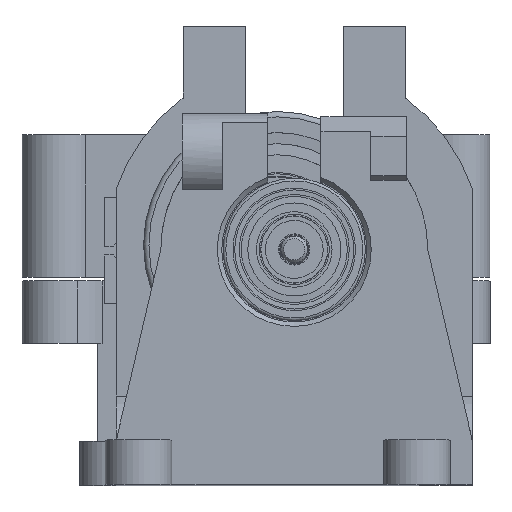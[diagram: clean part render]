
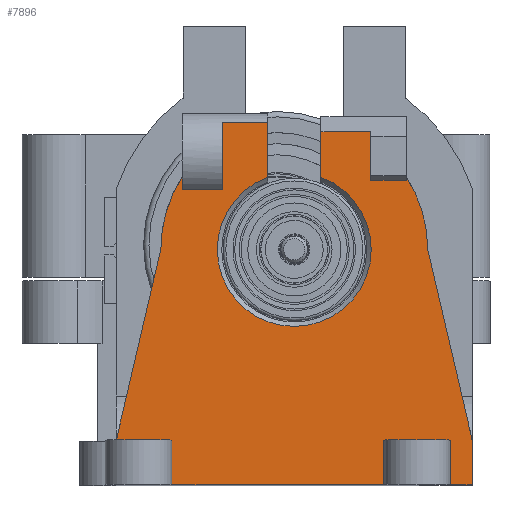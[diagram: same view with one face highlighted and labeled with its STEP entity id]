
A CAD part, top view. The second image highlights one B-rep face of the part: STEP entity #7896.
In plain terms, the highlighted planar face has unit normal (0, 0, 1).
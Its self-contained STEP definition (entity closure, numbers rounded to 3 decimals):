
#537=PLANE('',#8598);
#848=FACE_OUTER_BOUND('',#1258,.T.);
#1258=EDGE_LOOP('',(#5653,#5654,#5655,#5656,#5657,#5658,#5659,#5660,#5661,
#5662,#5663,#5664,#5665,#5666,#5667,#5668,#5669,#5670,#5671,#5672,#5673,
#5674,#5675));
#1727=LINE('',#12287,#2345);
#1729=LINE('',#12292,#2347);
#1730=LINE('',#12296,#2348);
#1766=LINE('',#12415,#2384);
#1768=LINE('',#12422,#2386);
#1769=LINE('',#12424,#2387);
#1770=LINE('',#12426,#2388);
#1771=LINE('',#12428,#2389);
#1772=LINE('',#12430,#2390);
#1773=LINE('',#12432,#2391);
#1774=LINE('',#12434,#2392);
#1775=LINE('',#12438,#2393);
#1776=LINE('',#12440,#2394);
#1777=LINE('',#12442,#2395);
#1778=LINE('',#12444,#2396);
#1779=LINE('',#12445,#2397);
#1780=LINE('',#12446,#2398);
#1781=LINE('',#12448,#2399);
#1782=LINE('',#12450,#2400);
#1783=LINE('',#12451,#2401);
#2345=VECTOR('',#9687,1000.);
#2347=VECTOR('',#9691,1000.);
#2348=VECTOR('',#9694,1000.);
#2384=VECTOR('',#9786,1000.);
#2386=VECTOR('',#9794,1000.);
#2387=VECTOR('',#9795,1000.);
#2388=VECTOR('',#9796,1000.);
#2389=VECTOR('',#9797,1000.);
#2390=VECTOR('',#9798,1000.);
#2391=VECTOR('',#9799,1000.);
#2392=VECTOR('',#9800,1000.);
#2393=VECTOR('',#9803,1000.);
#2394=VECTOR('',#9804,1000.);
#2395=VECTOR('',#9805,1000.);
#2396=VECTOR('',#9806,1000.);
#2397=VECTOR('',#9807,1000.);
#2398=VECTOR('',#9808,1000.);
#2399=VECTOR('',#9809,1000.);
#2400=VECTOR('',#9810,1000.);
#2401=VECTOR('',#9811,1000.);
#2956=CIRCLE('',#8503,8.65);
#3010=CIRCLE('',#8579,15.);
#3017=CIRCLE('',#8599,15.);
#3466=VERTEX_POINT('',#12132);
#3467=VERTEX_POINT('',#12136);
#3522=VERTEX_POINT('',#12276);
#3527=VERTEX_POINT('',#12285);
#3529=VERTEX_POINT('',#12291);
#3530=VERTEX_POINT('',#12293);
#3531=VERTEX_POINT('',#12295);
#3556=VERTEX_POINT('',#12358);
#3568=VERTEX_POINT('',#12420);
#3569=VERTEX_POINT('',#12421);
#3570=VERTEX_POINT('',#12423);
#3571=VERTEX_POINT('',#12425);
#3572=VERTEX_POINT('',#12427);
#3573=VERTEX_POINT('',#12429);
#3574=VERTEX_POINT('',#12431);
#3575=VERTEX_POINT('',#12433);
#3576=VERTEX_POINT('',#12435);
#3577=VERTEX_POINT('',#12437);
#3578=VERTEX_POINT('',#12439);
#3579=VERTEX_POINT('',#12441);
#3580=VERTEX_POINT('',#12443);
#3581=VERTEX_POINT('',#12447);
#3582=VERTEX_POINT('',#12449);
#4290=EDGE_CURVE('',#3467,#3466,#2956,.T.);
#4362=EDGE_CURVE('',#3522,#3527,#1727,.T.);
#4364=EDGE_CURVE('',#3522,#3529,#1729,.T.);
#4366=EDGE_CURVE('',#3531,#3530,#1730,.T.);
#4398=EDGE_CURVE('',#3556,#3527,#3010,.T.);
#4420=EDGE_CURVE('',#3466,#3531,#1766,.T.);
#4422=EDGE_CURVE('',#3568,#3569,#1768,.T.);
#4423=EDGE_CURVE('',#3568,#3570,#1769,.T.);
#4424=EDGE_CURVE('',#3570,#3571,#1770,.T.);
#4425=EDGE_CURVE('',#3572,#3571,#1771,.T.);
#4426=EDGE_CURVE('',#3573,#3572,#1772,.T.);
#4427=EDGE_CURVE('',#3574,#3573,#1773,.T.);
#4428=EDGE_CURVE('',#3575,#3574,#1774,.T.);
#4429=EDGE_CURVE('',#3576,#3575,#3017,.T.);
#4430=EDGE_CURVE('',#3576,#3577,#1775,.T.);
#4431=EDGE_CURVE('',#3578,#3577,#1776,.T.);
#4432=EDGE_CURVE('',#3579,#3578,#1777,.T.);
#4433=EDGE_CURVE('',#3580,#3579,#1778,.T.);
#4434=EDGE_CURVE('',#3467,#3580,#1779,.T.);
#4435=EDGE_CURVE('',#3530,#3529,#1780,.T.);
#4436=EDGE_CURVE('',#3581,#3556,#1781,.T.);
#4437=EDGE_CURVE('',#3581,#3582,#1782,.T.);
#4438=EDGE_CURVE('',#3569,#3582,#1783,.T.);
#5653=ORIENTED_EDGE('',*,*,#4422,.F.);
#5654=ORIENTED_EDGE('',*,*,#4423,.T.);
#5655=ORIENTED_EDGE('',*,*,#4424,.T.);
#5656=ORIENTED_EDGE('',*,*,#4425,.F.);
#5657=ORIENTED_EDGE('',*,*,#4426,.F.);
#5658=ORIENTED_EDGE('',*,*,#4427,.F.);
#5659=ORIENTED_EDGE('',*,*,#4428,.F.);
#5660=ORIENTED_EDGE('',*,*,#4429,.F.);
#5661=ORIENTED_EDGE('',*,*,#4430,.T.);
#5662=ORIENTED_EDGE('',*,*,#4431,.F.);
#5663=ORIENTED_EDGE('',*,*,#4432,.F.);
#5664=ORIENTED_EDGE('',*,*,#4433,.F.);
#5665=ORIENTED_EDGE('',*,*,#4434,.F.);
#5666=ORIENTED_EDGE('',*,*,#4290,.T.);
#5667=ORIENTED_EDGE('',*,*,#4420,.T.);
#5668=ORIENTED_EDGE('',*,*,#4366,.T.);
#5669=ORIENTED_EDGE('',*,*,#4435,.T.);
#5670=ORIENTED_EDGE('',*,*,#4364,.F.);
#5671=ORIENTED_EDGE('',*,*,#4362,.T.);
#5672=ORIENTED_EDGE('',*,*,#4398,.F.);
#5673=ORIENTED_EDGE('',*,*,#4436,.F.);
#5674=ORIENTED_EDGE('',*,*,#4437,.T.);
#5675=ORIENTED_EDGE('',*,*,#4438,.F.);
#7896=ADVANCED_FACE('',(#848),#537,.F.);
#8503=AXIS2_PLACEMENT_3D('',#12137,#9537,#9538);
#8579=AXIS2_PLACEMENT_3D('',#12360,#9741,#9742);
#8598=AXIS2_PLACEMENT_3D('',#12419,#9792,#9793);
#8599=AXIS2_PLACEMENT_3D('',#12436,#9801,#9802);
#9537=DIRECTION('center_axis',(0.,0.,-1.));
#9538=DIRECTION('ref_axis',(-1.,0.,0.));
#9687=DIRECTION('',(0.,1.,0.));
#9691=DIRECTION('',(1.,0.,0.));
#9694=DIRECTION('',(-1.,0.,0.));
#9741=DIRECTION('center_axis',(0.,0.,-1.));
#9742=DIRECTION('ref_axis',(1.,0.,0.));
#9786=DIRECTION('',(0.,1.,0.));
#9792=DIRECTION('center_axis',(0.,0.,-1.));
#9793=DIRECTION('ref_axis',(-1.,0.,0.));
#9794=DIRECTION('',(-1.,0.,0.));
#9795=DIRECTION('',(0.,1.,0.));
#9796=DIRECTION('',(1.,0.,0.));
#9797=DIRECTION('',(0.,1.,0.));
#9798=DIRECTION('',(-1.,0.,0.));
#9799=DIRECTION('',(0.,-1.,0.));
#9800=DIRECTION('',(0.227,-0.974,0.));
#9801=DIRECTION('center_axis',(0.,0.,-1.));
#9802=DIRECTION('ref_axis',(1.,0.,0.));
#9803=DIRECTION('',(0.,-1.,0.));
#9804=DIRECTION('',(1.,0.,0.));
#9805=DIRECTION('',(0.,-1.,0.));
#9806=DIRECTION('',(1.,0.,0.));
#9807=DIRECTION('',(0.,1.,0.));
#9808=DIRECTION('',(0.,-1.,0.));
#9809=DIRECTION('',(0.227,0.974,0.));
#9810=DIRECTION('',(1.,0.,0.));
#9811=DIRECTION('',(0.,1.,0.));
#12132=CARTESIAN_POINT('',(-3.,34.534,43.5));
#12136=CARTESIAN_POINT('',(3.,34.534,43.5));
#12137=CARTESIAN_POINT('Origin',(0.,26.421,
43.5));
#12276=CARTESIAN_POINT('',(-12.6,33.206,43.5));
#12285=CARTESIAN_POINT('',(-12.6,34.56,43.5));
#12287=CARTESIAN_POINT('',(-12.6,0.,43.5));
#12291=CARTESIAN_POINT('',(-8.1,33.206,43.5));
#12292=CARTESIAN_POINT('',(-12.6,33.206,43.5));
#12293=CARTESIAN_POINT('',(-8.1,40.636,43.5));
#12295=CARTESIAN_POINT('',(-3.,40.636,43.5));
#12296=CARTESIAN_POINT('',(3.153,40.636,43.5));
#12358=CARTESIAN_POINT('',(-15.,26.421,43.5));
#12360=CARTESIAN_POINT('Origin',(0.,26.421,
43.5));
#12415=CARTESIAN_POINT('',(-3.,27.,43.5));
#12419=CARTESIAN_POINT('Origin',(20.,0.,43.5));
#12420=CARTESIAN_POINT('',(10.05,0.,43.5));
#12421=CARTESIAN_POINT('',(-13.75,0.,43.5));
#12422=CARTESIAN_POINT('',(20.,0.,43.5));
#12423=CARTESIAN_POINT('',(10.05,5.,43.5));
#12424=CARTESIAN_POINT('',(10.05,-12.701,43.5));
#12425=CARTESIAN_POINT('',(17.55,5.,43.5));
#12426=CARTESIAN_POINT('',(20.,5.,43.5));
#12427=CARTESIAN_POINT('',(17.55,0.,43.5));
#12428=CARTESIAN_POINT('',(17.55,-12.701,43.5));
#12429=CARTESIAN_POINT('',(20.,0.,43.5));
#12430=CARTESIAN_POINT('',(20.,0.,43.5));
#12431=CARTESIAN_POINT('',(20.,5.,43.5));
#12432=CARTESIAN_POINT('',(20.,0.,43.5));
#12433=CARTESIAN_POINT('',(15.,26.421,43.5));
#12434=CARTESIAN_POINT('',(15.,26.421,43.5));
#12435=CARTESIAN_POINT('',(12.6,34.56,43.5));
#12436=CARTESIAN_POINT('Origin',(0.,26.421,
43.5));
#12437=CARTESIAN_POINT('',(12.6,34.207,43.5));
#12438=CARTESIAN_POINT('',(12.6,0.,43.5));
#12439=CARTESIAN_POINT('',(8.6,34.207,43.5));
#12440=CARTESIAN_POINT('',(20.,34.207,43.5));
#12441=CARTESIAN_POINT('',(8.6,39.634,43.5));
#12442=CARTESIAN_POINT('',(8.6,0.,43.5));
#12443=CARTESIAN_POINT('',(3.,39.634,43.5));
#12444=CARTESIAN_POINT('',(-3.45,39.634,43.5));
#12445=CARTESIAN_POINT('',(3.,27.,43.5));
#12446=CARTESIAN_POINT('',(-8.1,0.,43.5));
#12447=CARTESIAN_POINT('',(-20.,5.,43.5));
#12448=CARTESIAN_POINT('',(-15.,26.421,43.5));
#12449=CARTESIAN_POINT('',(-13.75,5.,43.5));
#12450=CARTESIAN_POINT('',(20.,5.,43.5));
#12451=CARTESIAN_POINT('',(-13.75,-12.701,43.5));
